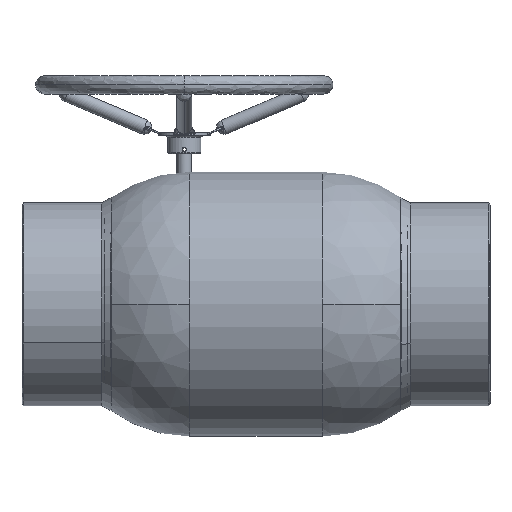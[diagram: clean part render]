
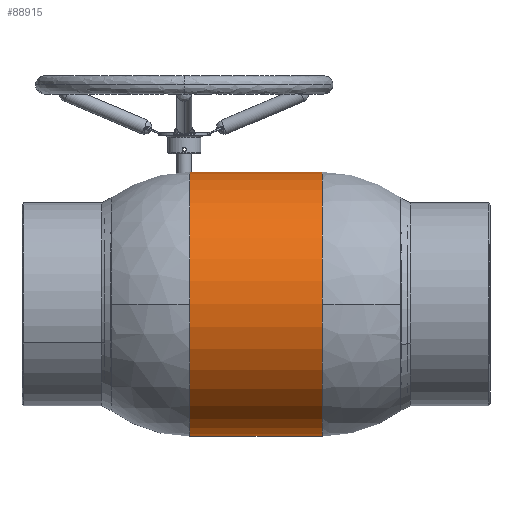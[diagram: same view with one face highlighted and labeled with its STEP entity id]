
A CAD part, front view. The second image highlights one B-rep face of the part: STEP entity #88915.
In plain terms, the highlighted cylindrical face has radius 177.8 mm (diameter 355.6 mm), a partial arc.
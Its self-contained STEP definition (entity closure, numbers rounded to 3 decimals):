
#46057 = DIRECTION ( 'NONE',  ( -1., 0., 0. ) ) ;
#46059 = VECTOR ( 'NONE', #46057, 1000. ) ;
#46060 = CARTESIAN_POINT ( 'NONE',  ( -99.857, 0., 177.8 ) ) ;
#46061 = LINE ( 'NONE', #46060, #46059 ) ;
#46101 = CARTESIAN_POINT ( 'NONE',  ( -89.392, -177.8, 0. ) ) ;
#46103 = DIRECTION ( 'NONE',  ( 0., 0., 1. ) ) ;
#46105 = DIRECTION ( 'NONE',  ( -1., 0., 0. ) ) ;
#46107 = CARTESIAN_POINT ( 'NONE',  ( -89.392, 0., 0. ) ) ;
#46108 = AXIS2_PLACEMENT_3D ( 'NONE', #46107, #46105, #46103 ) ;
#46120 = CIRCLE ( 'NONE', #46108, 177.8 ) ;
#46243 = CARTESIAN_POINT ( 'NONE',  ( 89.392, 0., -177.8 ) ) ;
#46245 = DIRECTION ( 'NONE',  ( 0., 0., 1. ) ) ;
#46247 = DIRECTION ( 'NONE',  ( -1., 0., 0. ) ) ;
#46249 = CARTESIAN_POINT ( 'NONE',  ( 89.392, 0., 0. ) ) ;
#46250 = AXIS2_PLACEMENT_3D ( 'NONE', #46249, #46247, #46245 ) ;
#46251 = CIRCLE ( 'NONE', #46250, 177.8 ) ;
#46256 = CARTESIAN_POINT ( 'NONE',  ( 89.392, -177.8, 0. ) ) ;
#46790 = CARTESIAN_POINT ( 'NONE',  ( -89.392, 0., -177.8 ) ) ;
#46793 = DIRECTION ( 'NONE',  ( -1., 0., 0. ) ) ;
#46794 = VECTOR ( 'NONE', #46793, 1000. ) ;
#46796 = CARTESIAN_POINT ( 'NONE',  ( -99.857, 0., -177.8 ) ) ;
#46798 = LINE ( 'NONE', #46796, #46794 ) ;
#46803 = CARTESIAN_POINT ( 'NONE',  ( 89.392, 0., 177.8 ) ) ;
#46882 = CARTESIAN_POINT ( 'NONE',  ( -89.392, 0., 177.8 ) ) ;
#49947 = FACE_OUTER_BOUND ( 'NONE', #88916, .T. ) ;
#50035 = DIRECTION ( 'NONE',  ( 0., 0., 1. ) ) ;
#50037 = DIRECTION ( 'NONE',  ( -1., 0., 0. ) ) ;
#50039 = CARTESIAN_POINT ( 'NONE',  ( 89.392, 0., 0. ) ) ;
#50040 = AXIS2_PLACEMENT_3D ( 'NONE', #50039, #50037, #50035 ) ;
#50041 = DIRECTION ( 'NONE',  ( 0., 0., 1. ) ) ;
#50042 = DIRECTION ( 'NONE',  ( -1., 0., 0. ) ) ;
#50043 = CARTESIAN_POINT ( 'NONE',  ( -99.857, 0., 0. ) ) ;
#50044 = AXIS2_PLACEMENT_3D ( 'NONE', #50043, #50042, #50041 ) ;
#50046 = CIRCLE ( 'NONE', #50040, 177.8 ) ;
#50053 = CYLINDRICAL_SURFACE ( 'NONE', #50044, 177.8 ) ;
#51780 = DIRECTION ( 'NONE',  ( 0., 0., 1. ) ) ;
#51783 = DIRECTION ( 'NONE',  ( -1., 0., 0. ) ) ;
#51786 = CARTESIAN_POINT ( 'NONE',  ( -89.392, 0., 0. ) ) ;
#51789 = AXIS2_PLACEMENT_3D ( 'NONE', #51786, #51783, #51780 ) ;
#51791 = CIRCLE ( 'NONE', #51789, 177.8 ) ;
#88699 = EDGE_CURVE ( 'NONE', #88767, #88777, #46061, .T. ) ;
#88704 = EDGE_CURVE ( 'NONE', #88771, #88705, #46120, .T. ) ;
#88705 = VERTEX_POINT ( 'NONE', #46101 ) ;
#88717 = VERTEX_POINT ( 'NONE', #46256 ) ;
#88719 = EDGE_CURVE ( 'NONE', #88720, #88717, #46251, .T. ) ;
#88720 = VERTEX_POINT ( 'NONE', #46243 ) ;
#88767 = VERTEX_POINT ( 'NONE', #46803 ) ;
#88770 = EDGE_CURVE ( 'NONE', #88720, #88771, #46798, .T. ) ;
#88771 = VERTEX_POINT ( 'NONE', #46790 ) ;
#88777 = VERTEX_POINT ( 'NONE', #46882 ) ;
#88915 = ADVANCED_FACE ( 'NONE', ( #49947 ), #50053, .T. ) ;
#88916 = EDGE_LOOP ( 'NONE', ( #88917, #88918, #88919, #88921, #88923, #88924 ) ) ;
#88917 = ORIENTED_EDGE ( 'NONE', *, *, #88770, .F. ) ;
#88918 = ORIENTED_EDGE ( 'NONE', *, *, #88719, .T. ) ;
#88919 = ORIENTED_EDGE ( 'NONE', *, *, #88920, .T. ) ;
#88920 = EDGE_CURVE ( 'NONE', #88717, #88767, #50046, .T. ) ;
#88921 = ORIENTED_EDGE ( 'NONE', *, *, #88699, .T. ) ;
#88923 = ORIENTED_EDGE ( 'NONE', *, *, #88938, .F. ) ;
#88924 = ORIENTED_EDGE ( 'NONE', *, *, #88704, .F. ) ;
#88938 = EDGE_CURVE ( 'NONE', #88705, #88777, #51791, .T. ) ;
